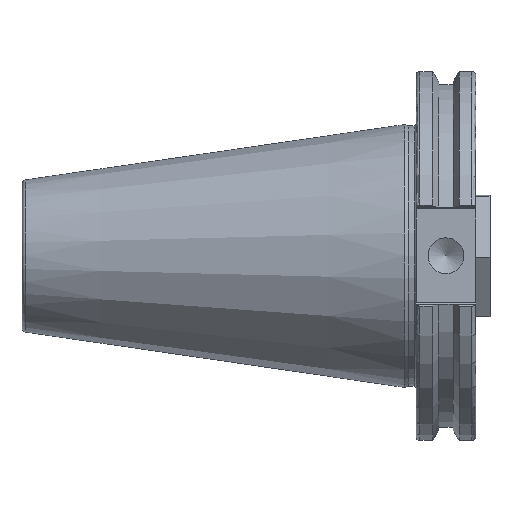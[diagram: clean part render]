
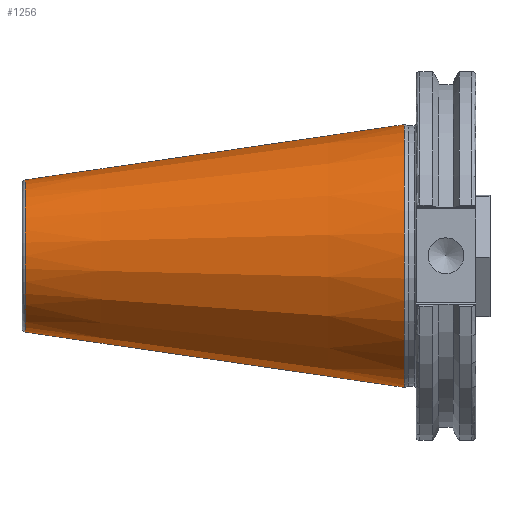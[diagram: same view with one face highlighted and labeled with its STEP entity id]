
A CAD part, top view. The second image highlights one B-rep face of the part: STEP entity #1256.
In plain terms, the highlighted conical face has half-angle 8.297 degrees and reference radius 27.517 mm.
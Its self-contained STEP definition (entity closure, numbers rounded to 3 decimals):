
#119=CONICAL_SURFACE('',#1425,27.517,0.145);
#156=FACE_OUTER_BOUND('',#237,.T.);
#237=EDGE_LOOP('',(#993,#994,#995,#996,#997));
#340=LINE('',#2212,#432);
#432=VECTOR('',#1674,27.517);
#499=CIRCLE('',#1419,20.233);
#500=CIRCLE('',#1420,20.233);
#504=CIRCLE('',#1426,34.925);
#612=VERTEX_POINT('',#2199);
#613=VERTEX_POINT('',#2200);
#616=VERTEX_POINT('',#2210);
#756=EDGE_CURVE('',#612,#613,#499,.T.);
#757=EDGE_CURVE('',#613,#612,#500,.T.);
#761=EDGE_CURVE('',#616,#616,#504,.T.);
#762=EDGE_CURVE('',#616,#613,#340,.T.);
#993=ORIENTED_EDGE('',*,*,#761,.F.);
#994=ORIENTED_EDGE('',*,*,#762,.T.);
#995=ORIENTED_EDGE('',*,*,#756,.F.);
#996=ORIENTED_EDGE('',*,*,#757,.F.);
#997=ORIENTED_EDGE('',*,*,#762,.F.);
#1256=ADVANCED_FACE('',(#156),#119,.T.);
#1419=AXIS2_PLACEMENT_3D('',#2201,#1658,#1659);
#1420=AXIS2_PLACEMENT_3D('',#2202,#1660,#1661);
#1425=AXIS2_PLACEMENT_3D('',#2209,#1670,#1671);
#1426=AXIS2_PLACEMENT_3D('',#2211,#1672,#1673);
#1658=DIRECTION('center_axis',(-1.,0.,0.));
#1659=DIRECTION('ref_axis',(0.,-1.,0.));
#1660=DIRECTION('center_axis',(-1.,0.,0.));
#1661=DIRECTION('ref_axis',(0.,-1.,0.));
#1670=DIRECTION('center_axis',(1.,0.,0.));
#1671=DIRECTION('ref_axis',(0.,1.,0.));
#1672=DIRECTION('center_axis',(1.,0.,0.));
#1673=DIRECTION('ref_axis',(0.,0.,-1.));
#1674=DIRECTION('',(-0.99,0.144,0.));
#2199=CARTESIAN_POINT('',(-100.744,0.,20.233));
#2200=CARTESIAN_POINT('',(-100.744,-20.233,0.));
#2201=CARTESIAN_POINT('Origin',(-100.744,0.,0.));
#2202=CARTESIAN_POINT('Origin',(-100.744,0.,0.));
#2209=CARTESIAN_POINT('Origin',(-50.8,0.,0.));
#2210=CARTESIAN_POINT('',(0.,-34.925,0.));
#2211=CARTESIAN_POINT('Origin',(0.,0.,0.));
#2212=CARTESIAN_POINT('',(-50.8,-27.517,0.));
